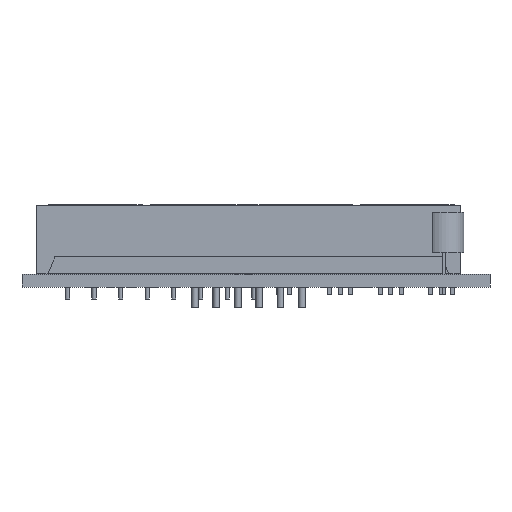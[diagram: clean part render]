
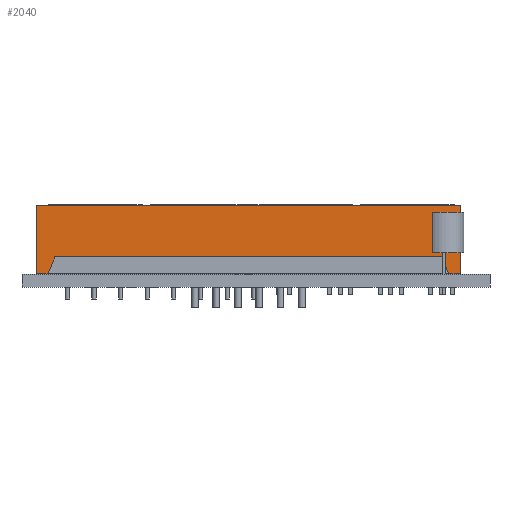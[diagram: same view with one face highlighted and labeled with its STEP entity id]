
A CAD part, front view. The second image highlights one B-rep face of the part: STEP entity #2040.
In plain terms, the highlighted face is planar.
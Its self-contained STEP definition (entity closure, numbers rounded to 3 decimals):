
#692 = VERTEX_POINT('',#693);
#693 = CARTESIAN_POINT('',(-1.88,18.8,8.1));
#710 = VERTEX_POINT('',#711);
#711 = CARTESIAN_POINT('',(-1.88,-31.5,8.1));
#717 = EDGE_CURVE('',#710,#692,#718,.T.);
#718 = LINE('',#719,#720);
#719 = CARTESIAN_POINT('',(-1.88,-31.5,8.1));
#720 = VECTOR('',#721,1.);
#721 = DIRECTION('',(0.,1.,0.));
#1982 = VERTEX_POINT('',#1983);
#1983 = CARTESIAN_POINT('',(-1.88,18.8,0.));
#1991 = EDGE_CURVE('',#1982,#692,#1992,.T.);
#1992 = LINE('',#1993,#1994);
#1993 = CARTESIAN_POINT('',(-1.88,18.8,0.));
#1994 = VECTOR('',#1995,1.);
#1995 = DIRECTION('',(0.,0.,1.));
#2040 = ADVANCED_FACE('',(#2041),#2091,.T.);
#2041 = FACE_BOUND('',#2042,.T.);
#2042 = EDGE_LOOP('',(#2043,#2053,#2059,#2060,#2061,#2069,#2077,#2085));
#2043 = ORIENTED_EDGE('',*,*,#2044,.F.);
#2044 = EDGE_CURVE('',#2045,#2047,#2049,.T.);
#2045 = VERTEX_POINT('',#2046);
#2046 = CARTESIAN_POINT('',(-1.88,-31.5,0.));
#2047 = VERTEX_POINT('',#2048);
#2048 = CARTESIAN_POINT('',(-1.88,-30.1,0.));
#2049 = LINE('',#2050,#2051);
#2050 = CARTESIAN_POINT('',(-1.88,-31.5,0.));
#2051 = VECTOR('',#2052,1.);
#2052 = DIRECTION('',(0.,1.,0.));
#2053 = ORIENTED_EDGE('',*,*,#2054,.T.);
#2054 = EDGE_CURVE('',#2045,#710,#2055,.T.);
#2055 = LINE('',#2056,#2057);
#2056 = CARTESIAN_POINT('',(-1.88,-31.5,0.));
#2057 = VECTOR('',#2058,1.);
#2058 = DIRECTION('',(0.,0.,1.));
#2059 = ORIENTED_EDGE('',*,*,#717,.T.);
#2060 = ORIENTED_EDGE('',*,*,#1991,.F.);
#2061 = ORIENTED_EDGE('',*,*,#2062,.F.);
#2062 = EDGE_CURVE('',#2063,#1982,#2065,.T.);
#2063 = VERTEX_POINT('',#2064);
#2064 = CARTESIAN_POINT('',(-1.88,17.4,0.));
#2065 = LINE('',#2066,#2067);
#2066 = CARTESIAN_POINT('',(-1.88,-31.5,0.));
#2067 = VECTOR('',#2068,1.);
#2068 = DIRECTION('',(0.,1.,0.));
#2069 = ORIENTED_EDGE('',*,*,#2070,.F.);
#2070 = EDGE_CURVE('',#2071,#2063,#2073,.T.);
#2071 = VERTEX_POINT('',#2072);
#2072 = CARTESIAN_POINT('',(-1.88,16.6,2.));
#2073 = LINE('',#2074,#2075);
#2074 = CARTESIAN_POINT('',(-1.88,13.878,8.806));
#2075 = VECTOR('',#2076,1.);
#2076 = DIRECTION('',(0.,0.371,-0.928));
#2077 = ORIENTED_EDGE('',*,*,#2078,.F.);
#2078 = EDGE_CURVE('',#2079,#2071,#2081,.T.);
#2079 = VERTEX_POINT('',#2080);
#2080 = CARTESIAN_POINT('',(-1.88,-29.3,2.));
#2081 = LINE('',#2082,#2083);
#2082 = CARTESIAN_POINT('',(-1.88,-30.9,2.));
#2083 = VECTOR('',#2084,1.);
#2084 = DIRECTION('',(0.,1.,0.));
#2085 = ORIENTED_EDGE('',*,*,#2086,.F.);
#2086 = EDGE_CURVE('',#2047,#2079,#2087,.T.);
#2087 = LINE('',#2088,#2089);
#2088 = CARTESIAN_POINT('',(-1.88,-30.047,0.134));
#2089 = VECTOR('',#2090,1.);
#2090 = DIRECTION('',(0.,0.371,0.928));
#2091 = PLANE('',#2092);
#2092 = AXIS2_PLACEMENT_3D('',#2093,#2094,#2095);
#2093 = CARTESIAN_POINT('',(-1.88,-31.5,0.));
#2094 = DIRECTION('',(-1.,0.,0.));
#2095 = DIRECTION('',(0.,1.,0.));
